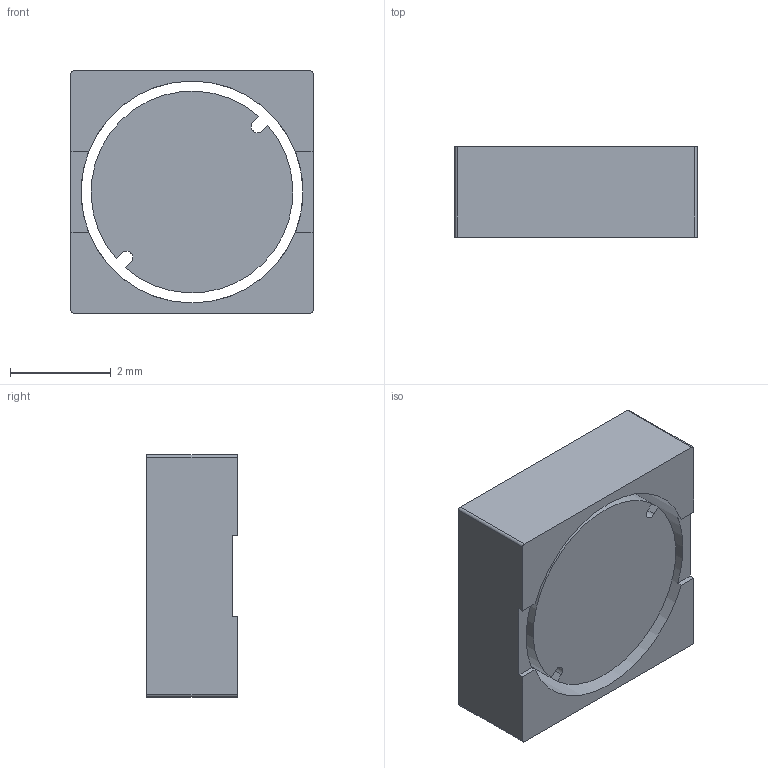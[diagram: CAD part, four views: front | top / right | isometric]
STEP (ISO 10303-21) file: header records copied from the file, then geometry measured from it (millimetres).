
FILE_DESCRIPTION((''),'2;1');
FILE_NAME('srr4018(Corrections).stp','2015-04-30T09:39:47',('brandonc'),(''),'Autodesk Inventor 2012','Autodesk Inventor 2012','');
FILE_SCHEMA(('AUTOMOTIVE_DESIGN { 1 0 10303 214 1 1 1 1 }'));
Length unit declared in the file: millimetre
Products named in the file (1): srr4018(Corrections)
Bounding box: 4.8 x 1.8 x 4.8 mm (x, y, z)
Volume: 35.1 mm3; surface area: 121.9 mm2
Topology: 2 solids, 2 shells, 30 faces, 81 edges, 54 vertices
Faces by surface type: plane 19, cylinder 9, cone 2
Full cylindrical faces by diameter (mm): 4.4 x1
Entity records: 966 total; most frequent: DIRECTION 164, CARTESIAN_POINT 163, ORIENTED_EDGE 158, EDGE_CURVE 79, VECTOR 56, LINE 56, AXIS2_PLACEMENT_3D 54, VERTEX_POINT 53
